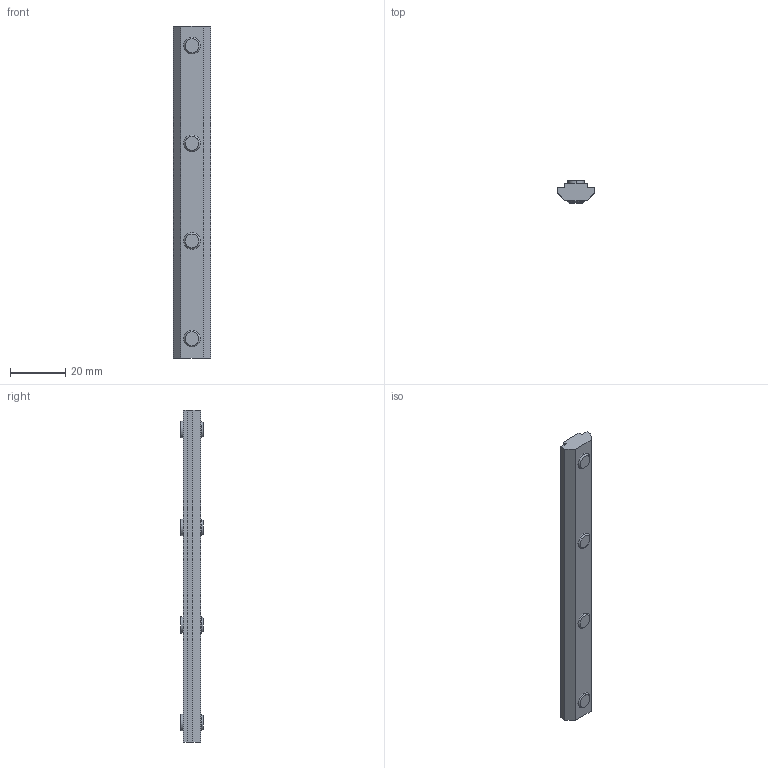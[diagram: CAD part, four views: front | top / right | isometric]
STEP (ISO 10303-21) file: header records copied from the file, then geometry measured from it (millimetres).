
FILE_DESCRIPTION (( 'STEP AP214' ), '1' );
FILE_NAME ('SNSD.30.50.54. Ëèíåéíûé ñîåäèíèòåëü 120ìì, ïàç8 (Ñ20).STEP', '2014-11-21T11:32:03', ( 'XTreme.ws' ), ( 'XTreme.ws' ), 'SwSTEP 2.0', 'SolidWorks 2014', '' );
FILE_SCHEMA (( 'AUTOMOTIVE_DESIGN' ));
Length unit declared in the file: millimetre
Products named in the file (3): SNSD.30.50.54. Âèíò (Ñ20)_00; SNSD.30.50.54. Ëèíåéíûé ñîåäèíèòåëü 120ìì, ïàç8 (Ñ20); SNSD.30.50.54. Ïëàñòèíà 120ìì, ïàç8 (Ñ20)_00
Assembly tree (5 placements, depth 2):
  SNSD.30.50.54. Ëèíåéíûé ñîåäèíèòåëü 120ìì, ïàç8 (Ñ20)
    SNSD.30.50.54. Ïëàñòèíà 120ìì, ïàç8 (Ñ20)_00
    SNSD.30.50.54. Âèíò (Ñ20)_00  x4
Bounding box: 13.4 x 8 x 120 mm (x, y, z)
Volume: 8330.7 mm3; surface area: 5644.4 mm2
Topology: 5 solids, 5 shells, 100 faces, 222 edges, 140 vertices
Faces by surface type: plane 52, cylinder 24, cone 16, torus 8
Entity records: 1574 total; most frequent: DIRECTION 254, CARTESIAN_POINT 230, ORIENTED_EDGE 216, EDGE_CURVE 108, AXIS2_PLACEMENT_3D 92, LINE 70, VECTOR 70, VERTEX_POINT 68
